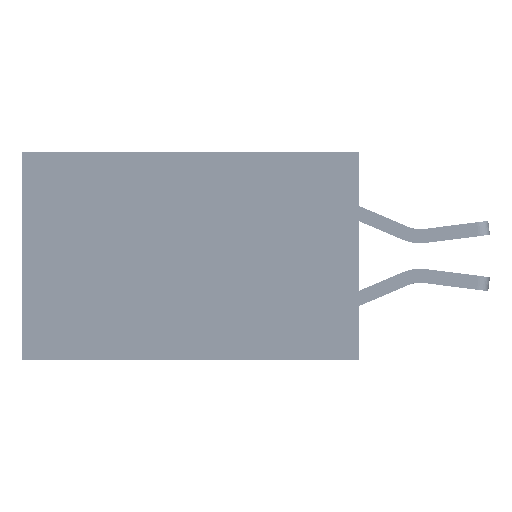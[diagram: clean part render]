
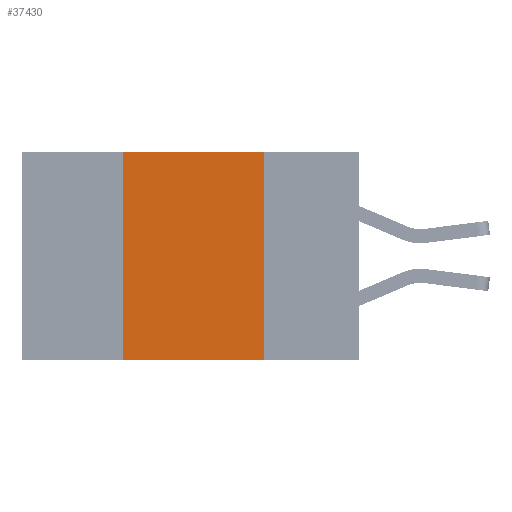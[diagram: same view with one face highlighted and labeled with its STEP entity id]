
A CAD part, left-side view. The second image highlights one B-rep face of the part: STEP entity #37430.
In plain terms, the highlighted planar face has unit normal (-1, 0, 0).
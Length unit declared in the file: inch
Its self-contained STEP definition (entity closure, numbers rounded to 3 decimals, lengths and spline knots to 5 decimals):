
#4688 = DIRECTION ( 'NONE',  ( 0., -1., 0. ) ) ;
#4778 = DIRECTION ( 'NONE',  ( 1., 0., 0. ) ) ;
#8131 = VERTEX_POINT ( 'NONE', #46519 ) ;
#8440 = DIRECTION ( 'NONE',  ( 0., 0., 1. ) ) ;
#9546 = CARTESIAN_POINT ( 'NONE',  ( 0., 0.17, 0. ) ) ;
#11618 = ORIENTED_EDGE ( 'NONE', *, *, #24859, .F. ) ;
#11979 = VECTOR ( 'NONE', #34100, 39.37008 ) ;
#12887 = EDGE_CURVE ( 'NONE', #35431, #45374, #39917, .T. ) ;
#12957 = CARTESIAN_POINT ( 'NONE',  ( 0., 0.6, 0. ) ) ;
#14850 = VECTOR ( 'NONE', #4688, 39.37008 ) ;
#18223 = CARTESIAN_POINT ( 'NONE',  ( 0., 0.42, -0.37 ) ) ;
#20398 = CARTESIAN_POINT ( 'NONE',  ( 0., 0.17, -0.37 ) ) ;
#20425 = DIRECTION ( 'NONE',  ( 0., 0., -1. ) ) ;
#23071 = ORIENTED_EDGE ( 'NONE', *, *, #33461, .F. ) ;
#23667 = EDGE_LOOP ( 'NONE', ( #23071, #46753, #11618, #24234 ) ) ;
#24234 = ORIENTED_EDGE ( 'NONE', *, *, #12887, .T. ) ;
#24692 = CARTESIAN_POINT ( 'NONE',  ( 0., 0.6, -0.37 ) ) ;
#24859 = EDGE_CURVE ( 'NONE', #35431, #8131, #32844, .T. ) ;
#25112 = CARTESIAN_POINT ( 'NONE',  ( 0., 0.42, 0. ) ) ;
#27134 = CARTESIAN_POINT ( 'NONE',  ( 0., 0.17, 0. ) ) ;
#27477 = VERTEX_POINT ( 'NONE', #27134 ) ;
#27922 = FACE_OUTER_BOUND ( 'NONE', #23667, .T. ) ;
#30004 = LINE ( 'NONE', #44918, #11979 ) ;
#32530 = PLANE ( 'NONE',  #39520 ) ;
#32706 = DIRECTION ( 'NONE',  ( 0., 0., -1. ) ) ;
#32776 = VECTOR ( 'NONE', #32706, 39.37008 ) ;
#32844 = LINE ( 'NONE', #25112, #35811 ) ;
#33461 = EDGE_CURVE ( 'NONE', #27477, #45374, #37334, .T. ) ;
#34100 = DIRECTION ( 'NONE',  ( 0., -1., 0. ) ) ;
#35431 = VERTEX_POINT ( 'NONE', #18223 ) ;
#35811 = VECTOR ( 'NONE', #8440, 39.37008 ) ;
#37334 = LINE ( 'NONE', #9546, #32776 ) ;
#37430 = ADVANCED_FACE ( 'NONE', ( #27922 ), #32530, .F. ) ;
#39520 = AXIS2_PLACEMENT_3D ( 'NONE', #12957, #4778, #20425 ) ;
#39917 = LINE ( 'NONE', #24692, #14850 ) ;
#43417 = EDGE_CURVE ( 'NONE', #8131, #27477, #30004, .T. ) ;
#44918 = CARTESIAN_POINT ( 'NONE',  ( 0., 0.6, 0. ) ) ;
#45374 = VERTEX_POINT ( 'NONE', #20398 ) ;
#46519 = CARTESIAN_POINT ( 'NONE',  ( 0., 0.42, 0. ) ) ;
#46753 = ORIENTED_EDGE ( 'NONE', *, *, #43417, .F. ) ;
